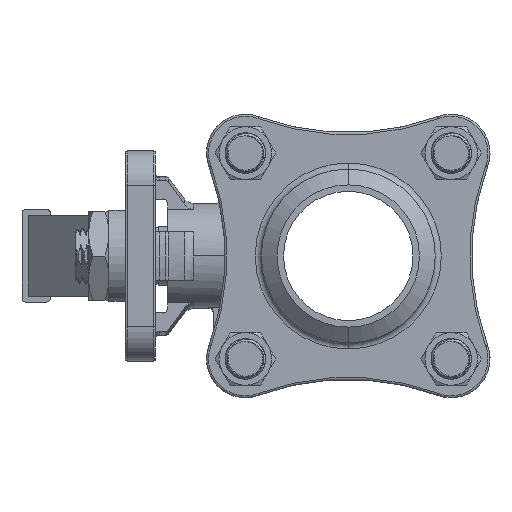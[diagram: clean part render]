
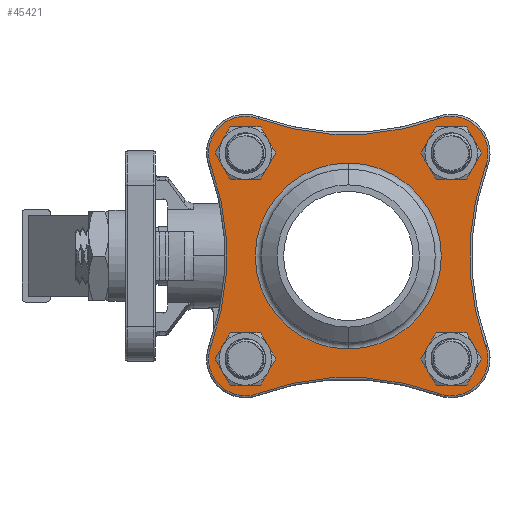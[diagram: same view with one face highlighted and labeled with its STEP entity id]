
A CAD part, left-side view. The second image highlights one B-rep face of the part: STEP entity #45421.
In plain terms, the highlighted planar face has unit normal (-1, 0, 0).
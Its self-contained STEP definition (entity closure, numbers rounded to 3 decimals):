
#44372=CARTESIAN_POINT('',(0.,-25.456,-25.456));
#44373=DIRECTION('',(-1.,0.,0.));
#44374=DIRECTION('',(0.,-1.,0.));
#44375=AXIS2_PLACEMENT_3D('',#44372,#44373,#44374);
#44377=CARTESIAN_POINT('',(0.,-25.456,-25.456));
#44378=DIRECTION('',(-1.,0.,0.));
#44379=DIRECTION('',(0.,1.,0.));
#44380=AXIS2_PLACEMENT_3D('',#44377,#44378,#44379);
#44382=CARTESIAN_POINT('',(0.,25.456,-25.456));
#44383=DIRECTION('',(-1.,0.,0.));
#44384=DIRECTION('',(0.,-1.,0.));
#44385=AXIS2_PLACEMENT_3D('',#44382,#44383,#44384);
#44387=CARTESIAN_POINT('',(0.,25.456,-25.456));
#44388=DIRECTION('',(-1.,0.,0.));
#44389=DIRECTION('',(0.,1.,0.));
#44390=AXIS2_PLACEMENT_3D('',#44387,#44388,#44389);
#44392=CARTESIAN_POINT('',(0.,-25.456,25.456));
#44393=DIRECTION('',(-1.,0.,0.));
#44394=DIRECTION('',(0.,-1.,0.));
#44395=AXIS2_PLACEMENT_3D('',#44392,#44393,#44394);
#44397=CARTESIAN_POINT('',(0.,-25.456,25.456));
#44398=DIRECTION('',(-1.,0.,0.));
#44399=DIRECTION('',(0.,1.,0.));
#44400=AXIS2_PLACEMENT_3D('',#44397,#44398,#44399);
#44402=CARTESIAN_POINT('',(0.,25.456,25.456));
#44403=DIRECTION('',(-1.,0.,0.));
#44404=DIRECTION('',(0.,-1.,0.));
#44405=AXIS2_PLACEMENT_3D('',#44402,#44403,#44404);
#44407=CARTESIAN_POINT('',(0.,25.456,25.456));
#44408=DIRECTION('',(-1.,0.,0.));
#44409=DIRECTION('',(0.,1.,0.));
#44410=AXIS2_PLACEMENT_3D('',#44407,#44408,#44409);
#44412=CARTESIAN_POINT('',(0.,25.456,25.456));
#44413=DIRECTION('',(-1.,0.,0.));
#44414=DIRECTION('',(0.,-0.346,0.938));
#44415=AXIS2_PLACEMENT_3D('',#44412,#44413,#44414);
#44417=CARTESIAN_POINT('',(0.,0.,94.514));
#44418=DIRECTION('',(1.,0.,0.));
#44419=DIRECTION('',(0.,-0.346,-0.938));
#44420=AXIS2_PLACEMENT_3D('',#44417,#44418,#44419);
#44422=CARTESIAN_POINT('',(0.,-25.456,25.456));
#44423=DIRECTION('',(-1.,0.,0.));
#44424=DIRECTION('',(0.,-0.938,-0.346));
#44425=AXIS2_PLACEMENT_3D('',#44422,#44423,#44424);
#44427=CARTESIAN_POINT('',(0.,-94.514,0.));
#44428=DIRECTION('',(1.,0.,0.));
#44429=DIRECTION('',(0.,0.938,-0.346));
#44430=AXIS2_PLACEMENT_3D('',#44427,#44428,#44429);
#44432=CARTESIAN_POINT('',(0.,-25.456,-25.456));
#44433=DIRECTION('',(-1.,0.,0.));
#44434=DIRECTION('',(0.,0.346,-0.938));
#44435=AXIS2_PLACEMENT_3D('',#44432,#44433,#44434);
#44437=CARTESIAN_POINT('',(0.,0.,-94.514));
#44438=DIRECTION('',(1.,0.,0.));
#44439=DIRECTION('',(0.,0.346,0.938));
#44440=AXIS2_PLACEMENT_3D('',#44437,#44438,#44439);
#44442=CARTESIAN_POINT('',(0.,25.456,-25.456));
#44443=DIRECTION('',(-1.,0.,0.));
#44444=DIRECTION('',(0.,0.938,0.346));
#44445=AXIS2_PLACEMENT_3D('',#44442,#44443,#44444);
#44447=CARTESIAN_POINT('',(0.,94.514,0.));
#44448=DIRECTION('',(1.,0.,0.));
#44449=DIRECTION('',(0.,-0.938,0.346));
#44450=AXIS2_PLACEMENT_3D('',#44447,#44448,#44449);
#44452=CARTESIAN_POINT('',(0.,0.,0.));
#44453=DIRECTION('',(-1.,0.,0.));
#44454=DIRECTION('',(0.,0.,-1.));
#44455=AXIS2_PLACEMENT_3D('',#44452,#44453,#44454);
#44457=CARTESIAN_POINT('',(0.,0.,0.));
#44458=DIRECTION('',(-1.,0.,0.));
#44459=DIRECTION('',(0.,0.,1.));
#44460=AXIS2_PLACEMENT_3D('',#44457,#44458,#44459);
#45186=CARTESIAN_POINT('',(0.,-30.556,-25.456));
#45187=CARTESIAN_POINT('',(0.,-20.356,-25.456));
#45188=VERTEX_POINT('',#45186);
#45189=VERTEX_POINT('',#45187);
#45190=CARTESIAN_POINT('',(0.,20.356,-25.456));
#45191=CARTESIAN_POINT('',(0.,30.556,-25.456));
#45192=VERTEX_POINT('',#45190);
#45193=VERTEX_POINT('',#45191);
#45194=CARTESIAN_POINT('',(0.,-30.556,25.456));
#45195=CARTESIAN_POINT('',(0.,-20.356,25.456));
#45196=VERTEX_POINT('',#45194);
#45197=VERTEX_POINT('',#45195);
#45198=CARTESIAN_POINT('',(0.,20.356,25.456));
#45199=CARTESIAN_POINT('',(0.,30.556,25.456));
#45200=VERTEX_POINT('',#45198);
#45201=VERTEX_POINT('',#45199);
#45226=CARTESIAN_POINT('',(0.,22.308,33.994));
#45227=CARTESIAN_POINT('',(0.,33.994,22.308));
#45228=VERTEX_POINT('',#45226);
#45229=VERTEX_POINT('',#45227);
#45230=CARTESIAN_POINT('',(0.,33.994,-22.308));
#45231=VERTEX_POINT('',#45230);
#45234=CARTESIAN_POINT('',(0.,22.308,-33.994));
#45235=VERTEX_POINT('',#45234);
#45238=CARTESIAN_POINT('',(0.,-22.308,-33.994));
#45239=VERTEX_POINT('',#45238);
#45242=CARTESIAN_POINT('',(0.,-33.994,-22.308));
#45243=VERTEX_POINT('',#45242);
#45246=CARTESIAN_POINT('',(0.,-33.994,22.308));
#45247=VERTEX_POINT('',#45246);
#45250=CARTESIAN_POINT('',(0.,-22.308,33.994));
#45251=VERTEX_POINT('',#45250);
#45360=CARTESIAN_POINT('',(0.,0.,-23.));
#45361=CARTESIAN_POINT('',(0.,0.,23.));
#45362=VERTEX_POINT('',#45360);
#45363=VERTEX_POINT('',#45361);
#45368=CARTESIAN_POINT('',(0.,0.,0.));
#45369=DIRECTION('',(1.,0.,0.));
#45370=DIRECTION('',(0.,-1.,0.));
#45371=AXIS2_PLACEMENT_3D('',#45368,#45369,#45370);
#45372=PLANE('',#45371);
#45374=ORIENTED_EDGE('',*,*,#45373,.F.);
#45376=ORIENTED_EDGE('',*,*,#45375,.F.);
#45378=ORIENTED_EDGE('',*,*,#45377,.F.);
#45380=ORIENTED_EDGE('',*,*,#45379,.F.);
#45382=ORIENTED_EDGE('',*,*,#45381,.F.);
#45384=ORIENTED_EDGE('',*,*,#45383,.F.);
#45386=ORIENTED_EDGE('',*,*,#45385,.F.);
#45388=ORIENTED_EDGE('',*,*,#45387,.F.);
#45389=EDGE_LOOP('',(#45374,#45376,#45378,#45380,#45382,#45384,#45386,#45388));
#45390=FACE_OUTER_BOUND('',#45389,.F.);
#45392=ORIENTED_EDGE('',*,*,#45391,.T.);
#45394=ORIENTED_EDGE('',*,*,#45393,.T.);
#45395=EDGE_LOOP('',(#45392,#45394));
#45396=FACE_BOUND('',#45395,.F.);
#45398=ORIENTED_EDGE('',*,*,#45397,.T.);
#45400=ORIENTED_EDGE('',*,*,#45399,.T.);
#45401=EDGE_LOOP('',(#45398,#45400));
#45402=FACE_BOUND('',#45401,.F.);
#45404=ORIENTED_EDGE('',*,*,#45403,.T.);
#45406=ORIENTED_EDGE('',*,*,#45405,.T.);
#45407=EDGE_LOOP('',(#45404,#45406));
#45408=FACE_BOUND('',#45407,.F.);
#45410=ORIENTED_EDGE('',*,*,#45409,.T.);
#45412=ORIENTED_EDGE('',*,*,#45411,.T.);
#45413=EDGE_LOOP('',(#45410,#45412));
#45414=FACE_BOUND('',#45413,.F.);
#45416=ORIENTED_EDGE('',*,*,#45415,.T.);
#45418=ORIENTED_EDGE('',*,*,#45417,.T.);
#45419=EDGE_LOOP('',(#45416,#45418));
#45420=FACE_BOUND('',#45419,.F.);
#44376=CIRCLE('',#44375,5.1);
#44381=CIRCLE('',#44380,5.1);
#44386=CIRCLE('',#44385,5.1);
#44391=CIRCLE('',#44390,5.1);
#44396=CIRCLE('',#44395,5.1);
#44401=CIRCLE('',#44400,5.1);
#44406=CIRCLE('',#44405,5.1);
#44411=CIRCLE('',#44410,5.1);
#44416=CIRCLE('',#44415,9.1);
#44421=CIRCLE('',#44420,64.5);
#44426=CIRCLE('',#44425,9.1);
#44431=CIRCLE('',#44430,64.5);
#44436=CIRCLE('',#44435,9.1);
#44441=CIRCLE('',#44440,64.5);
#44446=CIRCLE('',#44445,9.1);
#44451=CIRCLE('',#44450,64.5);
#44456=CIRCLE('',#44455,23.);
#44461=CIRCLE('',#44460,23.);
#45373=EDGE_CURVE('',#45228,#45229,#44416,.T.);
#45375=EDGE_CURVE('',#45251,#45228,#44421,.T.);
#45377=EDGE_CURVE('',#45247,#45251,#44426,.T.);
#45379=EDGE_CURVE('',#45243,#45247,#44431,.T.);
#45381=EDGE_CURVE('',#45239,#45243,#44436,.T.);
#45383=EDGE_CURVE('',#45235,#45239,#44441,.T.);
#45385=EDGE_CURVE('',#45231,#45235,#44446,.T.);
#45387=EDGE_CURVE('',#45229,#45231,#44451,.T.);
#45391=EDGE_CURVE('',#45192,#45193,#44386,.T.);
#45393=EDGE_CURVE('',#45193,#45192,#44391,.T.);
#45397=EDGE_CURVE('',#45196,#45197,#44396,.T.);
#45399=EDGE_CURVE('',#45197,#45196,#44401,.T.);
#45403=EDGE_CURVE('',#45200,#45201,#44406,.T.);
#45405=EDGE_CURVE('',#45201,#45200,#44411,.T.);
#45409=EDGE_CURVE('',#45188,#45189,#44376,.T.);
#45411=EDGE_CURVE('',#45189,#45188,#44381,.T.);
#45415=EDGE_CURVE('',#45362,#45363,#44456,.T.);
#45417=EDGE_CURVE('',#45363,#45362,#44461,.T.);
#45421=ADVANCED_FACE('',(#45390,#45396,#45402,#45408,#45414,#45420),#45372,.F.);
